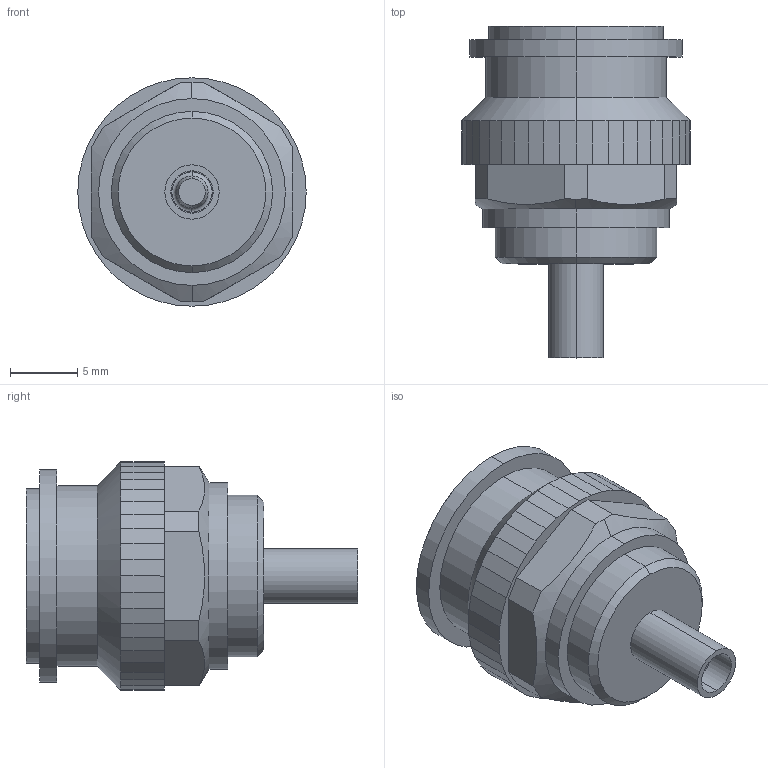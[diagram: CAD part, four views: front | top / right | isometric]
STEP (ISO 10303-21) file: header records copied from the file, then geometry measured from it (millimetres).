
FILE_DESCRIPTION((''),'2;1');
FILE_NAME('1','2021-08-28T',('Administrator'),(''),'PRO/ENGINEER BY PARAMETRIC TECHNOLOGY CORPORATION, 2012090','PRO/ENGINEER BY PARAMETRIC TECHNOLOGY CORPORATION, 2012090','');
FILE_SCHEMA(('CONFIG_CONTROL_DESIGN'));
Length unit declared in the file: millimetre
Products named in the file (1): 1
Bounding box: 17 x 24.7 x 17 mm (x, y, z)
Volume: 2357.3 mm3; surface area: 2522.1 mm2
Topology: 1 solids, 1 shells, 153 faces, 374 edges, 236 vertices
Faces by surface type: plane 73, cylinder 48, cone 20, torus 6, bspline 6
Entity records: 6392 total; most frequent: CARTESIAN_POINT 2875, ORIENTED_EDGE 748, DIRECTION 670, EDGE_CURVE 374, AXIS2_PLACEMENT_3D 239, VERTEX_POINT 236, VECTOR 192, LINE 192
